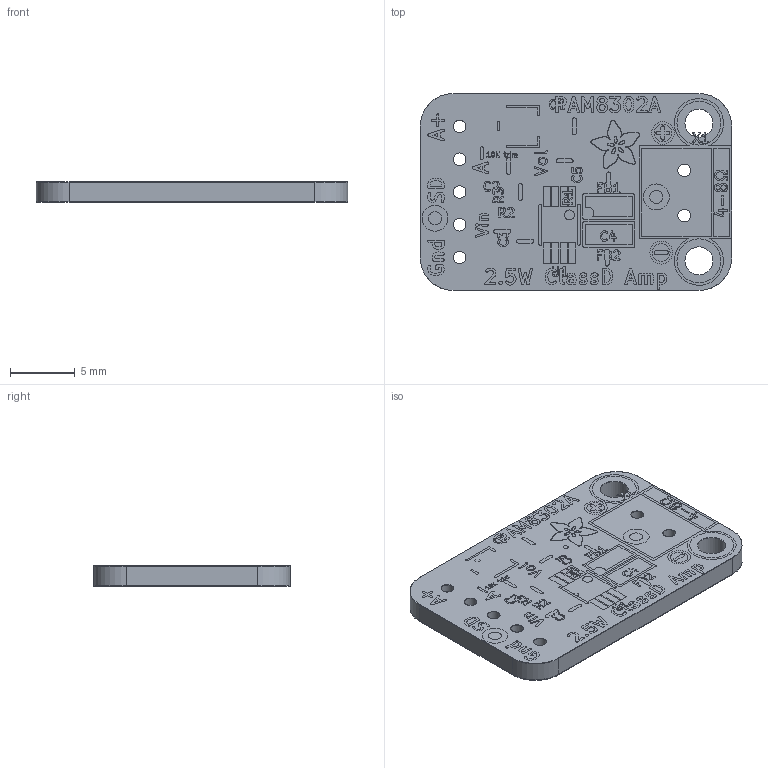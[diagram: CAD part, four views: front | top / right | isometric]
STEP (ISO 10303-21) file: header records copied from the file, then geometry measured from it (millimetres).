
FILE_DESCRIPTION(('KiCad electronic assembly'),'2;1');
FILE_NAME('rasp_tv_spi_version_2_8.step','2025-12-07T20:40:35',('Pcbnew' ),('Kicad'),'Open CASCADE STEP processor 7.8', 'KiCad to STEP converter','Unknown');
FILE_SCHEMA(('AUTOMOTIVE_DESIGN { 1 0 10303 214 1 1 1 1 }'));
Length unit declared in the file: millimetre
Products named in the file (6): rasp_tv_spi_version_2_8 1; rasp_tv_spi_version_silkscreen; rasp_tv_spi_version_soldermask; rasp_tv_spi_version_PCB
Assembly tree (5 placements, depth 2):
  rasp_tv_spi_version_2_8 1
    rasp_tv_spi_version_silkscreen
    rasp_tv_spi_version_silkscreen
    rasp_tv_spi_version_soldermask
    rasp_tv_spi_version_soldermask
    rasp_tv_spi_version_PCB
Bounding box: 24.13 x 15.24 x 1.66 mm (x, y, z)
Volume: 526.6 mm3; surface area: 1635.1 mm2
Topology: 1 solids, 197 shells, 218 faces, 6245 edges, 6223 vertices
Faces by surface type: plane 202, cylinder 16
Full cylindrical faces by diameter (mm): 0.4 x3, 1 x7, 2.2 x2
Entity records: 55216 total; most frequent: CARTESIAN_POINT 12693, DIRECTION 7634, ORIENTED_EDGE 6305, EDGE_CURVE 6245, VERTEX_POINT 6224, LINE 5304, VECTOR 5304, AXIS2_PLACEMENT_3D 1165
